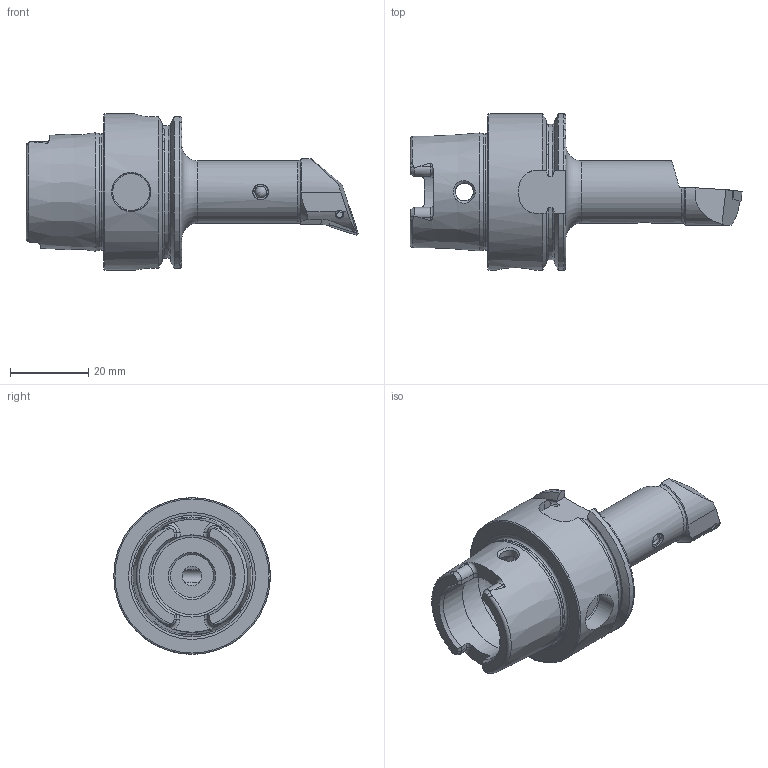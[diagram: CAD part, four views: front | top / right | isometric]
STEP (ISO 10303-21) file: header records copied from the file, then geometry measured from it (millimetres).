
FILE_DESCRIPTION (( 'STEP AP214' ), '1' );
FILE_NAME ('HA4.BDA.RQX.065.STEP', '2021-07-13T07:11:39', ( '' ), ( '' ), 'SwSTEP 2.0', 'SolidWorks 2017', '' );
FILE_SCHEMA (( 'AUTOMOTIVE_DESIGN' ));
Length unit declared in the file: millimetre
Products named in the file (5): DCMT070204; HA4.BDA.RQX.065; HA4-BDA.RQX.065_A_Fertigbearbeitung; WCA-ER2.001.006_A; KVT_MB_600_040
Assembly tree (4 placements, depth 2):
  HA4.BDA.RQX.065
    HA4-BDA.RQX.065_A_Fertigbearbeitung
    WCA-ER2.001.006_A
    DCMT070204
    KVT_MB_600_040
Bounding box: 84.9 x 40 x 40 mm (x, y, z)
Volume: 30900.6 mm3; surface area: 12399.2 mm2
Topology: 5 solids, 5 shells, 238 faces, 621 edges, 393 vertices
Faces by surface type: plane 82, cylinder 61, cone 52, torus 27, bspline 14, sphere 2
Full cylindrical faces by diameter (mm): 2.05 x1, 2.5 x1, 2.8 x1, 3 x1, 3.3 x2, 3.4 x1, 3.85 x1, 4 x3, 4.6 x2, 5 x1, 10 x1, 11 x1, 12.5 x1, 16 x1, 21 x2, 25.5 x1, 29.707 x1, 40 x1
Entity records: 8612 total; most frequent: CARTESIAN_POINT 3201, ORIENTED_EDGE 1080, DIRECTION 998, EDGE_CURVE 540, AXIS2_PLACEMENT_3D 402, VERTEX_POINT 374, EDGE_LOOP 310, FACE_OUTER_BOUND 273
